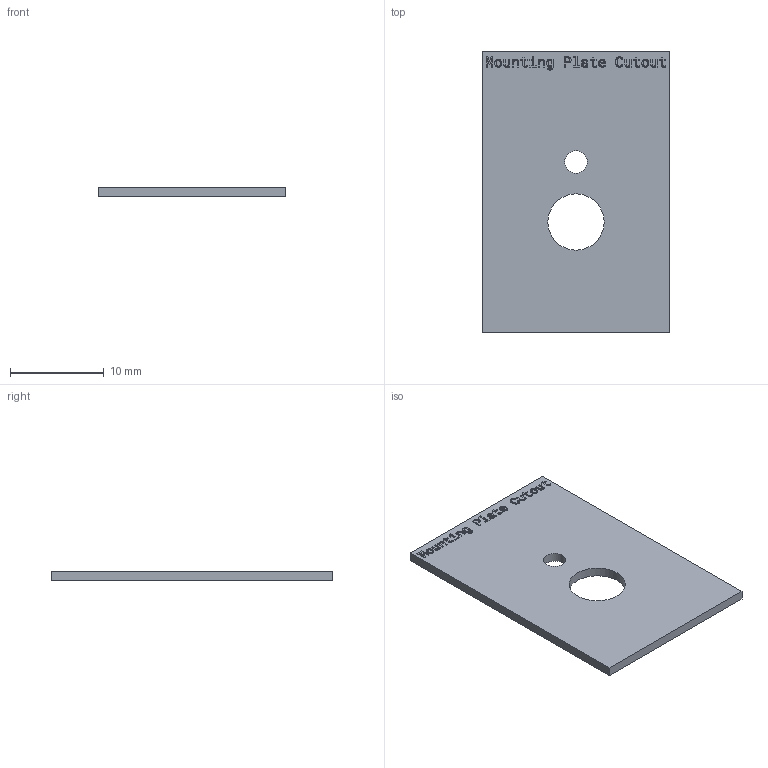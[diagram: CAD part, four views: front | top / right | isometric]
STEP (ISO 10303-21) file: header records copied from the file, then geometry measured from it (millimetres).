
FILE_DESCRIPTION(('FreeCAD Model'),'2;1');
FILE_NAME('Open CASCADE Shape Model','2025-09-30T21:39:45',( 'kicad StepUp'),('ksu MCAD'),'Open CASCADE STEP processor 7.6', 'FreeCAD','Unknown');
FILE_SCHEMA(('AUTOMOTIVE_DESIGN { 1 0 10303 214 1 1 1 1 }'));
Length unit declared in the file: millimetre
Products named in the file (1): Mounting Plyate
Bounding box: 20 x 30 x 1.05 mm (x, y, z)
Volume: 567.5 mm3; surface area: 1265.1 mm2
Topology: 1 solids, 1 shells, 567 faces, 1617 edges, 1078 vertices
Faces by surface type: extrusion 368, plane 197, cylinder 2
Full cylindrical faces by diameter (mm): 2.4 x1, 6 x1
Entity records: 18843 total; most frequent: CARTESIAN_POINT 5471, ORIENTED_EDGE 3234, DIRECTION 1653, EDGE_CURVE 1617, VECTOR 1245, B_SPLINE_CURVE_WITH_KNOTS 1104, VERTEX_POINT 1078, LINE 877
